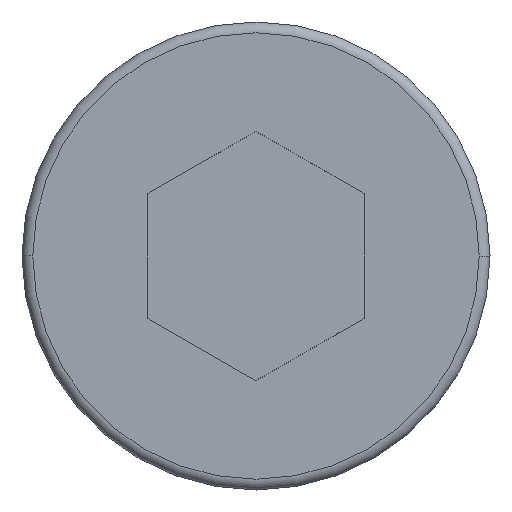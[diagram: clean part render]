
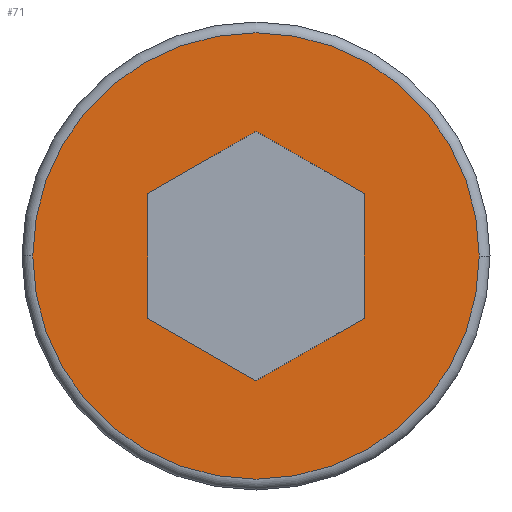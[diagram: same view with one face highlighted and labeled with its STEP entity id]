
A CAD part, left-side view. The second image highlights one B-rep face of the part: STEP entity #71.
In plain terms, the highlighted planar face has unit normal (-1, 0, 0).
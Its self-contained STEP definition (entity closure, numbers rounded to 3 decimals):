
#4 = CIRCLE ( 'NONE', #281, 6.2 ) ;
#8 = ORIENTED_EDGE ( 'NONE', *, *, #343, .F. ) ;
#10 = VERTEX_POINT ( 'NONE', #173 ) ;
#11 = VERTEX_POINT ( 'NONE', #16 ) ;
#14 = EDGE_CURVE ( 'NONE', #11, #253, #461, .T. ) ;
#16 = CARTESIAN_POINT ( 'NONE',  ( 0., 0., -3.464 ) ) ;
#21 = CIRCLE ( 'NONE', #167, 6.2 ) ;
#38 = VERTEX_POINT ( 'NONE', #356 ) ;
#60 = ORIENTED_EDGE ( 'NONE', *, *, #211, .F. ) ;
#64 = FACE_OUTER_BOUND ( 'NONE', #580, .T. ) ;
#71 = ADVANCED_FACE ( 'NONE', ( #64, #171 ), #78, .T. ) ;
#78 = PLANE ( 'NONE',  #388 ) ;
#86 = VERTEX_POINT ( 'NONE', #451 ) ;
#109 = ORIENTED_EDGE ( 'NONE', *, *, #348, .F. ) ;
#112 = CARTESIAN_POINT ( 'NONE',  ( 0., 0., 0. ) ) ;
#117 = ORIENTED_EDGE ( 'NONE', *, *, #164, .T. ) ;
#138 = VECTOR ( 'NONE', #563, 1000. ) ;
#155 = EDGE_CURVE ( 'NONE', #452, #10, #590, .T. ) ;
#164 = EDGE_CURVE ( 'NONE', #380, #86, #21, .T. ) ;
#167 = AXIS2_PLACEMENT_3D ( 'NONE', #417, #601, #318 ) ;
#171 = FACE_BOUND ( 'NONE', #570, .T. ) ;
#173 = CARTESIAN_POINT ( 'NONE',  ( 0., 0., 3.464 ) ) ;
#188 = ORIENTED_EDGE ( 'NONE', *, *, #155, .F. ) ;
#210 = DIRECTION ( 'NONE',  ( -1., 0., 0. ) ) ;
#211 = EDGE_CURVE ( 'NONE', #253, #452, #329, .T. ) ;
#221 = CARTESIAN_POINT ( 'NONE',  ( 0., 3., -1.732 ) ) ;
#234 = CARTESIAN_POINT ( 'NONE',  ( 0., -6.2, 0. ) ) ;
#242 = CARTESIAN_POINT ( 'NONE',  ( 0., -3., -1.732 ) ) ;
#253 = VERTEX_POINT ( 'NONE', #332 ) ;
#264 = VECTOR ( 'NONE', #559, 1000. ) ;
#267 = DIRECTION ( 'NONE',  ( 0., -0.866, -0.5 ) ) ;
#281 = AXIS2_PLACEMENT_3D ( 'NONE', #390, #571, #578 ) ;
#301 = DIRECTION ( 'NONE',  ( 0., -0.866, 0.5 ) ) ;
#305 = DIRECTION ( 'NONE',  ( 0., -1., 0. ) ) ;
#312 = CARTESIAN_POINT ( 'NONE',  ( 0., 0., -3.464 ) ) ;
#318 = DIRECTION ( 'NONE',  ( 0., -1., 0. ) ) ;
#329 = LINE ( 'NONE', #242, #336 ) ;
#332 = CARTESIAN_POINT ( 'NONE',  ( 0., -3., -1.732 ) ) ;
#336 = VECTOR ( 'NONE', #434, 1000. ) ;
#339 = ORIENTED_EDGE ( 'NONE', *, *, #14, .F. ) ;
#343 = EDGE_CURVE ( 'NONE', #392, #11, #553, .T. ) ;
#348 = EDGE_CURVE ( 'NONE', #10, #38, #370, .T. ) ;
#356 = CARTESIAN_POINT ( 'NONE',  ( 0., 3., 1.732 ) ) ;
#365 = CARTESIAN_POINT ( 'NONE',  ( 0., 0., 3.464 ) ) ;
#370 = LINE ( 'NONE', #365, #138 ) ;
#380 = VERTEX_POINT ( 'NONE', #234 ) ;
#383 = ORIENTED_EDGE ( 'NONE', *, *, #391, .F. ) ;
#388 = AXIS2_PLACEMENT_3D ( 'NONE', #112, #210, #305 ) ;
#390 = CARTESIAN_POINT ( 'NONE',  ( 0., 0., 0. ) ) ;
#391 = EDGE_CURVE ( 'NONE', #38, #392, #418, .T. ) ;
#392 = VERTEX_POINT ( 'NONE', #221 ) ;
#409 = CARTESIAN_POINT ( 'NONE',  ( 0., -3., 1.732 ) ) ;
#417 = CARTESIAN_POINT ( 'NONE',  ( 0., 0., 0. ) ) ;
#418 = LINE ( 'NONE', #560, #583 ) ;
#431 = ORIENTED_EDGE ( 'NONE', *, *, #586, .T. ) ;
#434 = DIRECTION ( 'NONE',  ( 0., 0., 1. ) ) ;
#451 = CARTESIAN_POINT ( 'NONE',  ( 0., 6.2, 0. ) ) ;
#452 = VERTEX_POINT ( 'NONE', #527 ) ;
#457 = VECTOR ( 'NONE', #301, 1000. ) ;
#461 = LINE ( 'NONE', #312, #457 ) ;
#503 = VECTOR ( 'NONE', #267, 1000. ) ;
#527 = CARTESIAN_POINT ( 'NONE',  ( 0., -3., 1.732 ) ) ;
#553 = LINE ( 'NONE', #608, #503 ) ;
#559 = DIRECTION ( 'NONE',  ( 0., 0.866, 0.5 ) ) ;
#560 = CARTESIAN_POINT ( 'NONE',  ( 0., 3., 1.732 ) ) ;
#563 = DIRECTION ( 'NONE',  ( 0., 0.866, -0.5 ) ) ;
#570 = EDGE_LOOP ( 'NONE', ( #383, #109, #188, #60, #339, #8 ) ) ;
#571 = DIRECTION ( 'NONE',  ( -1., 0., 0. ) ) ;
#578 = DIRECTION ( 'NONE',  ( 0., -1., 0. ) ) ;
#580 = EDGE_LOOP ( 'NONE', ( #117, #431 ) ) ;
#583 = VECTOR ( 'NONE', #594, 1000. ) ;
#586 = EDGE_CURVE ( 'NONE', #86, #380, #4, .T. ) ;
#590 = LINE ( 'NONE', #409, #264 ) ;
#594 = DIRECTION ( 'NONE',  ( 0., 0., -1. ) ) ;
#601 = DIRECTION ( 'NONE',  ( -1., 0., 0. ) ) ;
#608 = CARTESIAN_POINT ( 'NONE',  ( 0., 3., -1.732 ) ) ;
